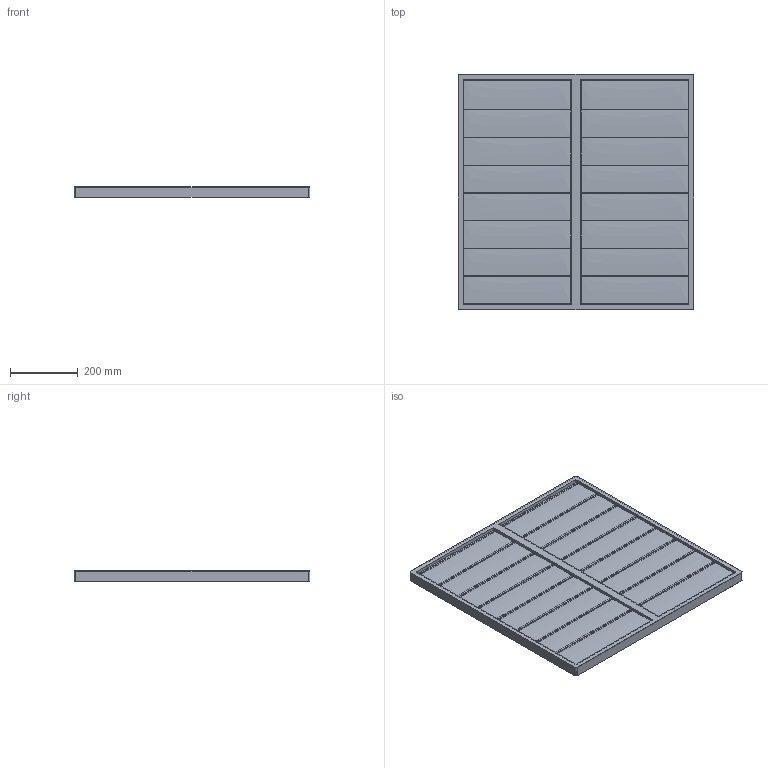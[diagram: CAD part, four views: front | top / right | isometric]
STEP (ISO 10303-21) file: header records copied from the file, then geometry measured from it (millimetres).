
FILE_DESCRIPTION (( 'STEP AP214' ), '1' );
FILE_NAME ('WSK 65 EX.STEP', '2022-12-02T09:30:41', ( '' ), ( '' ), 'SwSTEP 2.0', 'SolidWorks 2020', '' );
FILE_SCHEMA (( 'AUTOMOTIVE_DESIGN' ));
Length unit declared in the file: millimetre
Products named in the file (1): WSK 65 EX
Bounding box: 696 x 696 x 30 mm (x, y, z)
Volume: 1128859.1 mm3; surface area: 1567246.5 mm2
Topology: 49 solids, 49 shells, 1033 faces, 2464 edges, 1536 vertices
Faces by surface type: cylinder 384, plane 345, torus 256, bspline 48
Entity records: 42283 total; most frequent: DIRECTION 5620, CARTESIAN_POINT 5530, ORIENTED_EDGE 4928, EDGE_CURVE 2464, AXIS2_PLACEMENT_3D 2266, VERTEX_POINT 1536, CIRCLE 1280, EDGE_LOOP 1148
